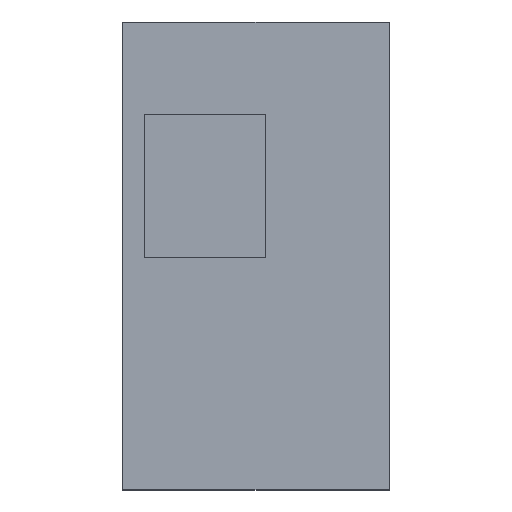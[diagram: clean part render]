
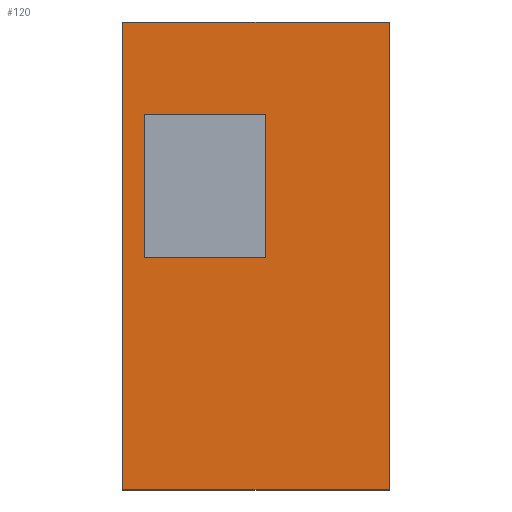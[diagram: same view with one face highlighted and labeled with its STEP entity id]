
A CAD part, top view. The second image highlights one B-rep face of the part: STEP entity #120.
In plain terms, the highlighted planar face has unit normal (0, 0, 1).
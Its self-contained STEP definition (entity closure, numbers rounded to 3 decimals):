
#31 = EDGE_CURVE ( 'NONE', #174, #849, #235, .T. ) ;
#43 = VERTEX_POINT ( 'NONE', #773 ) ;
#48 = DIRECTION ( 'NONE',  ( 0., 0., -1. ) ) ;
#67 = EDGE_CURVE ( 'NONE', #631, #366, #836, .T. ) ;
#71 = VERTEX_POINT ( 'NONE', #230 ) ;
#77 = ORIENTED_EDGE ( 'NONE', *, *, #302, .T. ) ;
#79 = CARTESIAN_POINT ( 'NONE',  ( 6.285, 11.05, 3.6 ) ) ;
#87 = VECTOR ( 'NONE', #656, 1000. ) ;
#93 = CARTESIAN_POINT ( 'NONE',  ( -6.285, -11.05, 3.6 ) ) ;
#100 = CARTESIAN_POINT ( 'NONE',  ( -5.267, -0.076, 3.6 ) ) ;
#110 = CARTESIAN_POINT ( 'NONE',  ( -5.267, 6.683, 3.6 ) ) ;
#112 = CARTESIAN_POINT ( 'NONE',  ( -5.267, 6.683, 3.6 ) ) ;
#120 = ADVANCED_FACE ( 'NONE', ( #802, #194 ), #723, .F. ) ;
#127 = CARTESIAN_POINT ( 'NONE',  ( 0., 0., 3.6 ) ) ;
#135 = CARTESIAN_POINT ( 'NONE',  ( 0.457, 6.683, 3.6 ) ) ;
#142 = VECTOR ( 'NONE', #779, 1000. ) ;
#143 = VERTEX_POINT ( 'NONE', #112 ) ;
#157 = VECTOR ( 'NONE', #812, 1000. ) ;
#174 = VERTEX_POINT ( 'NONE', #515 ) ;
#178 = EDGE_CURVE ( 'NONE', #849, #43, #188, .T. ) ;
#185 = ORIENTED_EDGE ( 'NONE', *, *, #240, .F. ) ;
#186 = ORIENTED_EDGE ( 'NONE', *, *, #67, .F. ) ;
#188 = LINE ( 'NONE', #445, #502 ) ;
#194 = FACE_BOUND ( 'NONE', #227, .T. ) ;
#202 = LINE ( 'NONE', #253, #157 ) ;
#214 = CARTESIAN_POINT ( 'NONE',  ( -5.267, 6.683, 3.6 ) ) ;
#227 = EDGE_LOOP ( 'NONE', ( #186, #512, #833, #185 ) ) ;
#230 = CARTESIAN_POINT ( 'NONE',  ( -5.267, -0.076, 3.6 ) ) ;
#235 = LINE ( 'NONE', #93, #142 ) ;
#240 = EDGE_CURVE ( 'NONE', #366, #143, #533, .T. ) ;
#245 = ORIENTED_EDGE ( 'NONE', *, *, #178, .T. ) ;
#253 = CARTESIAN_POINT ( 'NONE',  ( 6.285, -11.05, 3.6 ) ) ;
#265 = VERTEX_POINT ( 'NONE', #79 ) ;
#302 = EDGE_CURVE ( 'NONE', #265, #174, #712, .T. ) ;
#303 = VECTOR ( 'NONE', #570, 1000. ) ;
#332 = DIRECTION ( 'NONE',  ( -1., 0., 0. ) ) ;
#334 = EDGE_CURVE ( 'NONE', #43, #265, #202, .T. ) ;
#342 = CARTESIAN_POINT ( 'NONE',  ( 0.457, 6.683, 3.6 ) ) ;
#366 = VERTEX_POINT ( 'NONE', #135 ) ;
#367 = DIRECTION ( 'NONE',  ( -1., 0., 0. ) ) ;
#403 = EDGE_LOOP ( 'NONE', ( #480, #77, #786, #245 ) ) ;
#409 = VECTOR ( 'NONE', #332, 1000. ) ;
#419 = DIRECTION ( 'NONE',  ( 1., 0., 0. ) ) ;
#434 = CARTESIAN_POINT ( 'NONE',  ( 0.457, -0.076, 3.6 ) ) ;
#435 = VECTOR ( 'NONE', #419, 1000. ) ;
#443 = AXIS2_PLACEMENT_3D ( 'NONE', #127, #48, #367 ) ;
#445 = CARTESIAN_POINT ( 'NONE',  ( -6.285, -11.05, 3.6 ) ) ;
#480 = ORIENTED_EDGE ( 'NONE', *, *, #334, .T. ) ;
#502 = VECTOR ( 'NONE', #862, 1000. ) ;
#512 = ORIENTED_EDGE ( 'NONE', *, *, #599, .F. ) ;
#515 = CARTESIAN_POINT ( 'NONE',  ( -6.285, 11.05, 3.6 ) ) ;
#533 = LINE ( 'NONE', #214, #409 ) ;
#563 = LINE ( 'NONE', #100, #435 ) ;
#570 = DIRECTION ( 'NONE',  ( 0., 1., 0. ) ) ;
#599 = EDGE_CURVE ( 'NONE', #71, #631, #563, .T. ) ;
#631 = VERTEX_POINT ( 'NONE', #434 ) ;
#656 = DIRECTION ( 'NONE',  ( -1., 0., 0. ) ) ;
#712 = LINE ( 'NONE', #795, #87 ) ;
#714 = LINE ( 'NONE', #110, #788 ) ;
#718 = CARTESIAN_POINT ( 'NONE',  ( -6.285, -11.05, 3.6 ) ) ;
#723 = PLANE ( 'NONE',  #443 ) ;
#724 = EDGE_CURVE ( 'NONE', #143, #71, #714, .T. ) ;
#773 = CARTESIAN_POINT ( 'NONE',  ( 6.285, -11.05, 3.6 ) ) ;
#779 = DIRECTION ( 'NONE',  ( 0., -1., 0. ) ) ;
#786 = ORIENTED_EDGE ( 'NONE', *, *, #31, .T. ) ;
#788 = VECTOR ( 'NONE', #850, 1000. ) ;
#795 = CARTESIAN_POINT ( 'NONE',  ( -6.285, 11.05, 3.6 ) ) ;
#802 = FACE_OUTER_BOUND ( 'NONE', #403, .T. ) ;
#812 = DIRECTION ( 'NONE',  ( 0., 1., 0. ) ) ;
#833 = ORIENTED_EDGE ( 'NONE', *, *, #724, .F. ) ;
#836 = LINE ( 'NONE', #342, #303 ) ;
#849 = VERTEX_POINT ( 'NONE', #718 ) ;
#850 = DIRECTION ( 'NONE',  ( 0., -1., 0. ) ) ;
#862 = DIRECTION ( 'NONE',  ( 1., 0., 0. ) ) ;
